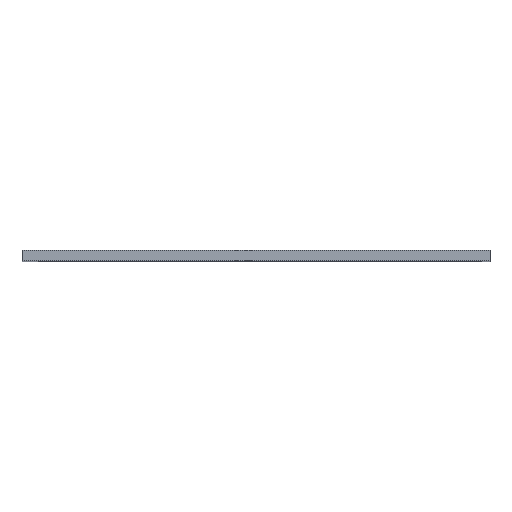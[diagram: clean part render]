
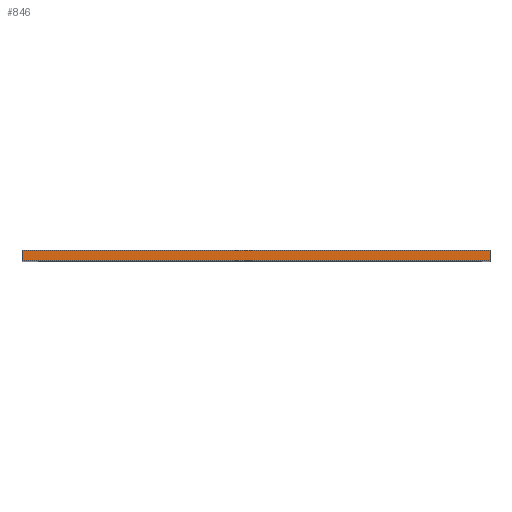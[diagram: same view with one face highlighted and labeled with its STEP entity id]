
A CAD part, top view. The second image highlights one B-rep face of the part: STEP entity #846.
In plain terms, the highlighted planar face has unit normal (0, 0, 1).
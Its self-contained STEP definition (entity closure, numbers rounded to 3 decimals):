
#110=FACE_OUTER_BOUND('',#152,.T.);
#152=EDGE_LOOP('',(#691,#692,#693,#694));
#246=LINE('',#1402,#334);
#247=LINE('',#1405,#335);
#248=LINE('',#1407,#336);
#249=LINE('',#1408,#337);
#334=VECTOR('',#1158,10.);
#335=VECTOR('',#1161,10.);
#336=VECTOR('',#1162,10.);
#337=VECTOR('',#1163,10.);
#415=VERTEX_POINT('',#1395);
#418=VERTEX_POINT('',#1400);
#419=VERTEX_POINT('',#1404);
#420=VERTEX_POINT('',#1406);
#534=EDGE_CURVE('',#415,#418,#246,.T.);
#535=EDGE_CURVE('',#419,#415,#247,.T.);
#536=EDGE_CURVE('',#420,#418,#248,.T.);
#537=EDGE_CURVE('',#419,#420,#249,.T.);
#691=ORIENTED_EDGE('',*,*,#535,.T.);
#692=ORIENTED_EDGE('',*,*,#534,.T.);
#693=ORIENTED_EDGE('',*,*,#536,.F.);
#694=ORIENTED_EDGE('',*,*,#537,.F.);
#804=PLANE('',#934);
#846=ADVANCED_FACE('',(#110),#804,.T.);
#934=AXIS2_PLACEMENT_3D('',#1403,#1159,#1160);
#1158=DIRECTION('',(0.,-1.,0.));
#1159=DIRECTION('center_axis',(0.,0.,1.));
#1160=DIRECTION('ref_axis',(-1.,0.,0.));
#1161=DIRECTION('',(-1.,0.,0.));
#1162=DIRECTION('',(-1.,0.,0.));
#1163=DIRECTION('',(0.,-1.,0.));
#1395=CARTESIAN_POINT('',(23.223,0.,-30.651));
#1400=CARTESIAN_POINT('',(23.223,-3.,-30.651));
#1402=CARTESIAN_POINT('',(23.223,0.,-30.651));
#1403=CARTESIAN_POINT('Origin',(161.336,0.,-30.651));
#1404=CARTESIAN_POINT('',(161.336,0.,-30.651));
#1405=CARTESIAN_POINT('',(161.336,0.,-30.651));
#1406=CARTESIAN_POINT('',(161.336,-3.,-30.651));
#1407=CARTESIAN_POINT('',(161.336,-3.,-30.651));
#1408=CARTESIAN_POINT('',(161.336,0.,-30.651));
